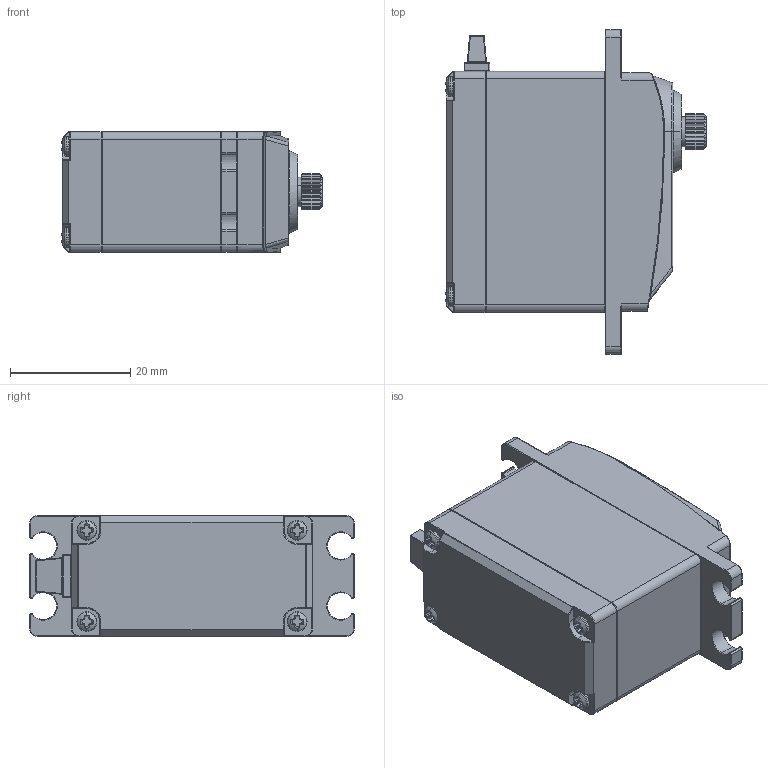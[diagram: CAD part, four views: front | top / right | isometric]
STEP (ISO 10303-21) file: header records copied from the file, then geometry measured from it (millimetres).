
FILE_DESCRIPTION (( 'STEP AP203' ), '1' );
FILE_NAME ('2000-0025-0001 part.STEP', '2018-06-11T21:39:34', ( '' ), ( '' ), 'SwSTEP 2.0', 'SolidWorks 2016', '' );
FILE_SCHEMA (( 'CONFIG_CONTROL_DESIGN' ));
Length unit declared in the file: millimetre
Products named in the file (1): 2000-0025-0001 part
Bounding box: 43.39 x 54 x 20.1 mm (x, y, z)
Volume: 30318.2 mm3; surface area: 7272.7 mm2
Topology: 1 solids, 7 shells, 820 faces, 2088 edges, 1260 vertices
Faces by surface type: cylinder 314, plane 204, torus 152, bspline 88, sphere 36, cone 26
Entity records: 31133 total; most frequent: CARTESIAN_POINT 12202, ORIENTED_EDGE 4114, DIRECTION 3905, EDGE_CURVE 2057, AXIS2_PLACEMENT_3D 1592, VERTEX_POINT 1260, CIRCLE 859, EDGE_LOOP 841
